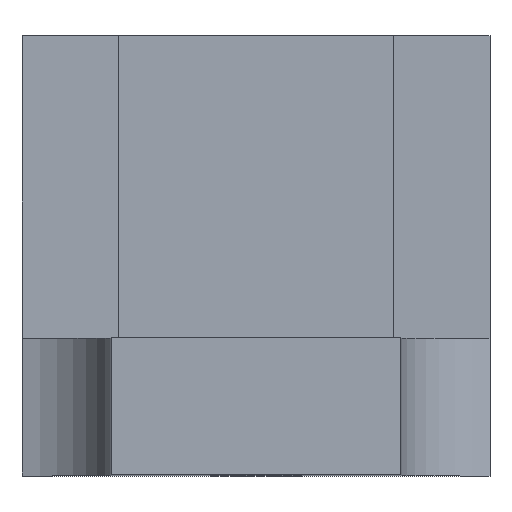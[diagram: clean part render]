
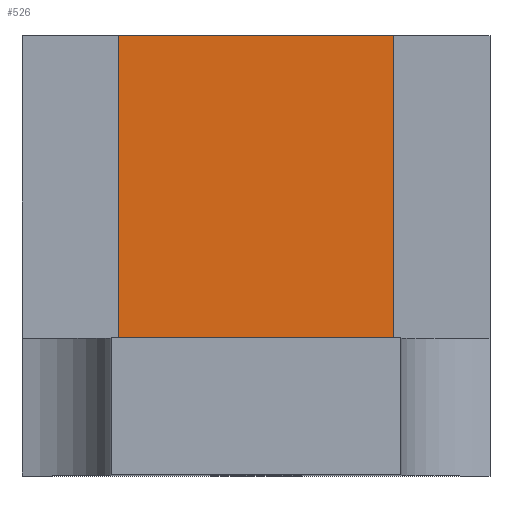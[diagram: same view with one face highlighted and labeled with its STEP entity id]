
A CAD part, top view. The second image highlights one B-rep face of the part: STEP entity #526.
In plain terms, the highlighted planar face has unit normal (0, 0, 1).
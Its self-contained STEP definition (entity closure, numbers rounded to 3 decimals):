
#114=DIRECTION('',(1.,0.,0.));
#115=VECTOR('',#114,10.);
#116=CARTESIAN_POINT('',(-5.,5.,-5.));
#117=LINE('',#116,#115);
#146=DIRECTION('',(0.,1.,0.));
#147=VECTOR('',#146,11.);
#148=CARTESIAN_POINT('',(5.,5.,-5.));
#149=LINE('',#148,#147);
#150=DIRECTION('',(0.,1.,0.));
#151=VECTOR('',#150,11.);
#152=CARTESIAN_POINT('',(-5.,5.,-5.));
#153=LINE('',#152,#151);
#222=DIRECTION('',(1.,0.,0.));
#223=VECTOR('',#222,10.);
#224=CARTESIAN_POINT('',(-5.,16.,-5.));
#225=LINE('',#224,#223);
#292=CARTESIAN_POINT('',(-5.,16.,-5.));
#293=VERTEX_POINT('',#292);
#294=CARTESIAN_POINT('',(5.,16.,-5.));
#295=VERTEX_POINT('',#294);
#299=CARTESIAN_POINT('',(-5.,5.,-5.));
#301=VERTEX_POINT('',#299);
#302=CARTESIAN_POINT('',(5.,5.,-5.));
#303=VERTEX_POINT('',#302);
#513=CARTESIAN_POINT('',(-5.,5.,-5.));
#514=DIRECTION('',(0.,0.,1.));
#515=DIRECTION('',(1.,0.,0.));
#516=AXIS2_PLACEMENT_3D('',#513,#514,#515);
#517=PLANE('',#516);
#518=ORIENTED_EDGE('',*,*,#411,.F.);
#520=ORIENTED_EDGE('',*,*,#519,.T.);
#522=ORIENTED_EDGE('',*,*,#521,.T.);
#523=ORIENTED_EDGE('',*,*,#505,.F.);
#524=EDGE_LOOP('',(#518,#520,#522,#523));
#525=FACE_OUTER_BOUND('',#524,.F.);
#526=ADVANCED_FACE('',(#525),#517,.T.);
#411=EDGE_CURVE('',#301,#303,#117,.T.);
#505=EDGE_CURVE('',#303,#295,#149,.T.);
#519=EDGE_CURVE('',#301,#293,#153,.T.);
#521=EDGE_CURVE('',#293,#295,#225,.T.);
